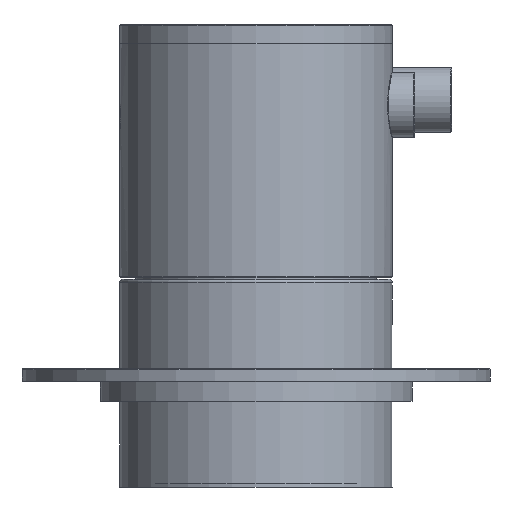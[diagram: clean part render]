
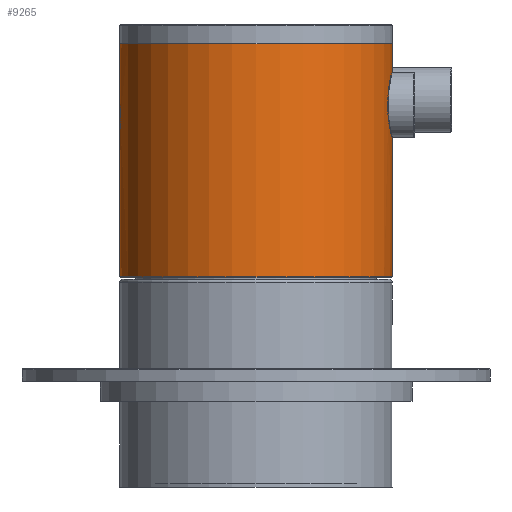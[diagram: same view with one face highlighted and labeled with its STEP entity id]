
A CAD part, front view. The second image highlights one B-rep face of the part: STEP entity #9265.
In plain terms, the highlighted cylindrical face has radius 21 mm (diameter 42 mm), a full revolution.
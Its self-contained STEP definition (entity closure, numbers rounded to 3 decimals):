
#283=B_SPLINE_CURVE_WITH_KNOTS('',3,(#15846,#15847,#15848,#15849,#15850,
#15851,#15852,#15853,#15854,#15855,#15856,#15857,#15858,#15859,#15860,#15861,
#15862,#15863,#15864),.UNSPECIFIED.,.T.,.F.,(1,1,1,1,1,1,1,1,1,1,1,1,1,
1,1,1,1,1,1,1,1,1,1),(-0.006,-0.004,-0.002,
0.,0.002,0.004,0.006,
0.008,0.01,0.012,0.014,
0.017,0.019,0.021,0.023,
0.025,0.027,0.029,0.031,
0.033,0.035,0.037,0.039),
 .UNSPECIFIED.);
#284=B_SPLINE_CURVE_WITH_KNOTS('',3,(#15866,#15867,#15868,#15869,#15870,
#15871,#15872,#15873,#15874,#15875,#15876),.UNSPECIFIED.,.T.,.F.,(1,1,1,
1,1,1,1,1,1,1,1,1,1,1,1),(-0.005,-0.003,-0.002,
0.,0.002,0.003,0.005,
0.007,0.009,0.01,0.012,
0.014,0.016,0.017,0.019),
 .UNSPECIFIED.);
#3381=ORIENTED_EDGE('',*,*,#4485,.T.);
#3382=ORIENTED_EDGE('',*,*,#4486,.T.);
#3383=ORIENTED_EDGE('',*,*,#4487,.T.);
#3384=ORIENTED_EDGE('',*,*,#4488,.T.);
#4485=EDGE_CURVE('',#5222,#5222,#5629,.F.);
#4486=EDGE_CURVE('',#5223,#5223,#283,.T.);
#4487=EDGE_CURVE('',#5224,#5224,#284,.T.);
#4488=EDGE_CURVE('',#5225,#5225,#5630,.T.);
#5222=VERTEX_POINT('',#15845);
#5223=VERTEX_POINT('',#15865);
#5224=VERTEX_POINT('',#15877);
#5225=VERTEX_POINT('',#15879);
#5629=CIRCLE('',#10202,21.);
#5630=CIRCLE('',#10203,21.);
#6389=EDGE_LOOP('',(#3381));
#6390=EDGE_LOOP('',(#3382));
#6391=EDGE_LOOP('',(#3383));
#6392=EDGE_LOOP('',(#3384));
#7241=FACE_BOUND('',#6389,.T.);
#7242=FACE_BOUND('',#6390,.T.);
#7243=FACE_BOUND('',#6391,.T.);
#7244=FACE_BOUND('',#6392,.T.);
#7474=CYLINDRICAL_SURFACE('',#10201,21.);
#9265=ADVANCED_FACE('',(#7241,#7242,#7243,#7244),#7474,.T.);
#10201=AXIS2_PLACEMENT_3D('',#15843,#12254,#12255);
#10202=AXIS2_PLACEMENT_3D('',#15844,#12256,#12257);
#10203=AXIS2_PLACEMENT_3D('',#15878,#12258,#12259);
#12254=DIRECTION('',(0.,-1.,0.));
#12255=DIRECTION('',(0.,0.,-1.));
#12256=DIRECTION('',(0.,1.,0.));
#12257=DIRECTION('',(0.,0.,1.));
#12258=DIRECTION('',(0.,1.,0.));
#12259=DIRECTION('',(0.,0.,1.));
#15843=CARTESIAN_POINT('',(0.,36.,0.));
#15844=CARTESIAN_POINT('',(0.,35.9,0.));
#15845=CARTESIAN_POINT('',(0.,35.9,21.));
#15846=CARTESIAN_POINT('',(2.061,21.575,20.929));
#15847=CARTESIAN_POINT('',(-0.001,21.163,21.036));
#15848=CARTESIAN_POINT('',(-2.058,21.574,20.929));
#15849=CARTESIAN_POINT('',(-3.786,22.725,20.674));
#15850=CARTESIAN_POINT('',(-4.951,24.451,20.413));
#15851=CARTESIAN_POINT('',(-5.363,26.504,20.303));
#15852=CARTESIAN_POINT('',(-4.947,28.554,20.414));
#15853=CARTESIAN_POINT('',(-3.786,30.275,20.674));
#15854=CARTESIAN_POINT('',(-2.057,31.426,20.929));
#15855=CARTESIAN_POINT('',(-0.004,31.837,21.035));
#15856=CARTESIAN_POINT('',(2.058,31.426,20.929));
#15857=CARTESIAN_POINT('',(3.783,30.277,20.674));
#15858=CARTESIAN_POINT('',(4.947,28.556,20.414));
#15859=CARTESIAN_POINT('',(5.363,26.504,20.303));
#15860=CARTESIAN_POINT('',(4.95,24.449,20.413));
#15861=CARTESIAN_POINT('',(3.787,22.726,20.674));
#15862=CARTESIAN_POINT('',(2.061,21.575,20.929));
#15863=CARTESIAN_POINT('',(-0.001,21.163,21.036));
#15864=CARTESIAN_POINT('',(-2.058,21.574,20.929));
#15865=CARTESIAN_POINT('',(0.,21.3,21.));
#15866=CARTESIAN_POINT('',(-1.73,22.774,-20.942));
#15867=CARTESIAN_POINT('',(0.,22.063,-21.029));
#15868=CARTESIAN_POINT('',(1.73,22.774,-20.942));
#15869=CARTESIAN_POINT('',(2.451,24.501,-20.854));
#15870=CARTESIAN_POINT('',(1.73,26.225,-20.942));
#15871=CARTESIAN_POINT('',(0.002,26.937,-21.029));
#15872=CARTESIAN_POINT('',(-1.729,26.227,-20.942));
#15873=CARTESIAN_POINT('',(-2.451,24.501,-20.854));
#15874=CARTESIAN_POINT('',(-1.73,22.774,-20.942));
#15875=CARTESIAN_POINT('',(0.,22.063,-21.029));
#15876=CARTESIAN_POINT('',(1.73,22.774,-20.942));
#15877=CARTESIAN_POINT('',(0.,22.3,-21.));
#15878=CARTESIAN_POINT('',(0.,0.1,0.));
#15879=CARTESIAN_POINT('',(0.,0.1,21.));
